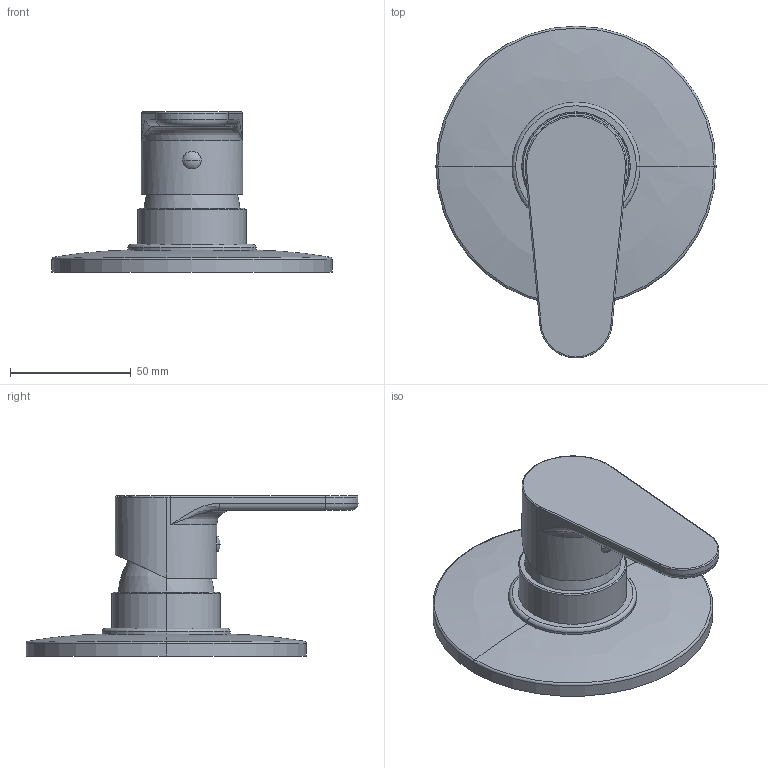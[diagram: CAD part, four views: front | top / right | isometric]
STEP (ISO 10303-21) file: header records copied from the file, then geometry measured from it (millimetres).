
FILE_DESCRIPTION((''),'2;1');
FILE_NAME('GR010CR','2021-01-14T11:36:10',('ut3'),('PAFFONI SpA'),'CREO PARAMETRIC BY PTC INC, 2020044','CREO PARAMETRIC BY PTC INC, 2020044','');
FILE_SCHEMA(('CONFIG_CONTROL_DESIGN','SHAPE_APPEARANCE_LAYERS_GROUPS'));
Length unit declared in the file: millimetre
Products named in the file (1): GR010CR
Bounding box: 116 x 137.44 x 66.3 mm (x, y, z)
Volume: 90186.5 mm3; surface area: 67286.7 mm2
Topology: 2 solids, 3 shells, 116 faces, 274 edges, 169 vertices
Faces by surface type: plane 46, cylinder 39, cone 11, torus 10, bspline 8, sphere 2
Entity records: 4775 total; most frequent: CARTESIAN_POINT 1237, DIRECTION 571, ORIENTED_EDGE 544, EDGE_CURVE 272, AXIS2_PLACEMENT_3D 221, VERTEX_POINT 169, VECTOR 129, LINE 129
